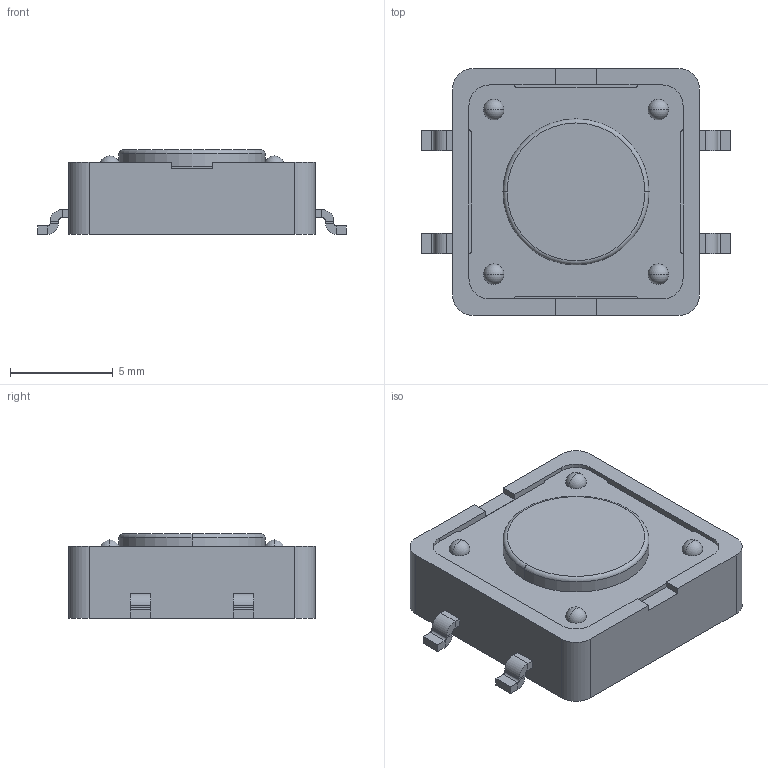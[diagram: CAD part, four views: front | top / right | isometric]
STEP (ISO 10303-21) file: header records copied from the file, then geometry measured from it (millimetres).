
FILE_DESCRIPTION (( 'STEP AP214' ), '1' );
FILE_NAME ('3DB42E0F-711C-4152-AA95-F59E69310E03.STEP', '2023-12-12T16:19:16', ( '' ), ( '' ), 'SwSTEP 2.0', 'SolidWorks 2022', '' );
FILE_SCHEMA (( 'AUTOMOTIVE_DESIGN' ));
Length unit declared in the file: millimetre
Products named in the file (1): 3DB42E0F-711C-4152-AA95-F59E69310E03
Bounding box: 15 x 12 x 4.1 mm (x, y, z)
Volume: 491.7 mm3; surface area: 623.9 mm2
Topology: 6 solids, 6 shells, 255 faces, 632 edges, 398 vertices
Faces by surface type: plane 157, cylinder 52, bspline 36, sphere 8, torus 2
Entity records: 11908 total; most frequent: CARTESIAN_POINT 3330, ORIENTED_EDGE 1232, DIRECTION 1108, EDGE_CURVE 616, LINE 420, VECTOR 420, VERTEX_POINT 390, AXIS2_PLACEMENT_3D 344
